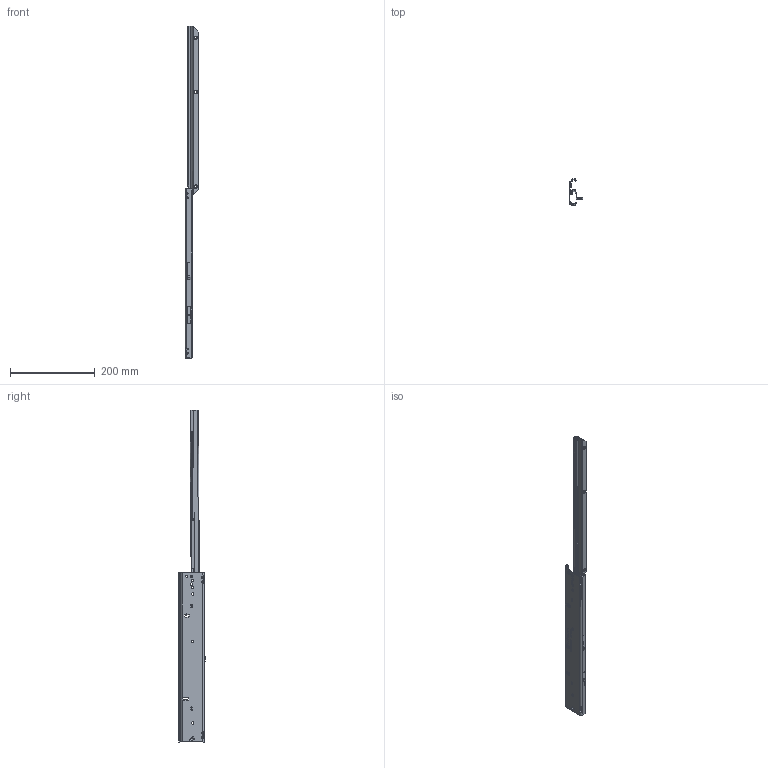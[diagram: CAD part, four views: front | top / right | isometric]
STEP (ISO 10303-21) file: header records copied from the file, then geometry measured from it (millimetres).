
FILE_DESCRIPTION (( 'STEP AP214' ), '1' );
FILE_NAME ('CS# 791.400-GA.0000_open.STEP', '2023-01-20T11:34:03', ( '' ), ( '' ), 'SwSTEP 2.0', 'SolidWorks 2020', '' );
FILE_SCHEMA (( 'AUTOMOTIVE_DESIGN' ));
Length unit declared in the file: millimetre
Products named in the file (6): CS# 786.XXX-03.S048_NL 400; PG-033; CS# 785.XXX-01.0000_NL 400; CS# 791.400-GA.0000_open
Assembly tree (5 placements, depth 3):
  CS# 791.400-GA.0000_open
    CS# 785.XXX-01.0000_NL 400
      CS# 785.XXX-01.0000_NL 400
      PG-033
    CS# 786.XXX-03.S048_NL 400
      CS# 786.XXX-03.S048_NL 400
Bounding box: 31.5 x 62.5 x 784.99 mm (x, y, z)
Volume: 78746.8 mm3; surface area: 109193.3 mm2
Topology: 3 solids, 3 shells, 1149 faces, 2936 edges, 1810 vertices
Faces by surface type: plane 450, bspline 270, cylinder 250, cone 86, torus 72, sphere 21
Entity records: 53224 total; most frequent: CARTESIAN_POINT 22751, ORIENTED_EDGE 5816, DIRECTION 4662, EDGE_CURVE 2908, VERTEX_POINT 1810, AXIS2_PLACEMENT_3D 1623, LINE 1416, VECTOR 1416
